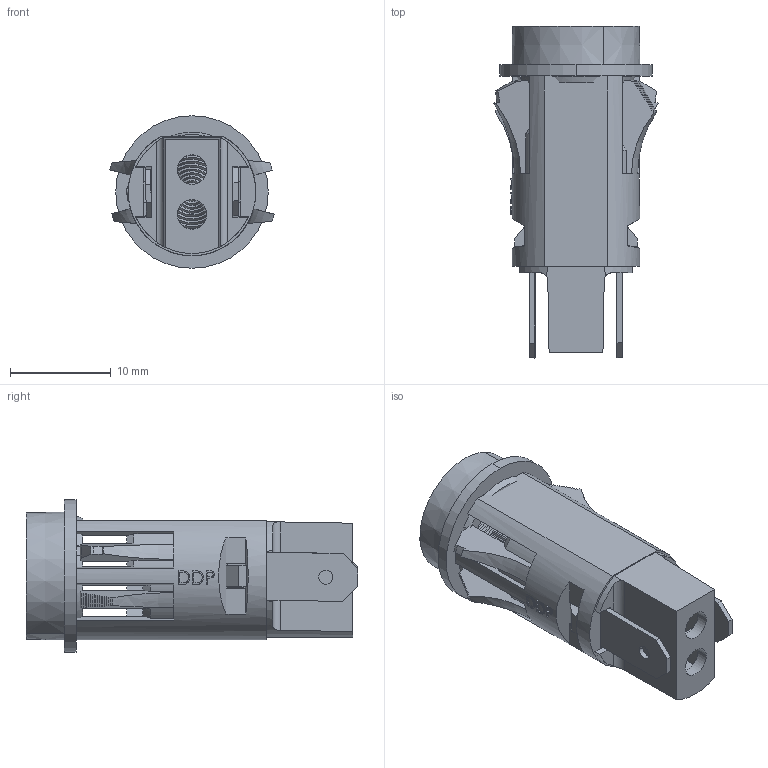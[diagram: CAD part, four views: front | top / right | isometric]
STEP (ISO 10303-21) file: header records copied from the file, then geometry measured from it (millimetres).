
FILE_DESCRIPTION (( 'STEP AP203' ), '1' );
FILE_NAME ('P84_Series.STEP', '2019-02-15T23:41:05', ( '' ), ( '' ), 'SwSTEP 2.0', 'SolidWorks 2018', '' );
FILE_SCHEMA (( 'CONFIG_CONTROL_DESIGN' ));
Length unit declared in the file: foot
Products named in the file (5): 80-HDR; 503644; 81-xx SHORT; P84_Series; 80-BLK-UL
Assembly tree (5 placements, depth 2):
  P84_Series
    80-BLK-UL
    80-HDR
    503644  x2
    81-xx SHORT
Bounding box: 16.28 x 32.91 x 15.11 mm (x, y, z)
Volume: 1580.8 mm3; surface area: 3706.3 mm2
Topology: 5 solids, 5 shells, 655 faces, 1778 edges, 1141 vertices
Faces by surface type: plane 397, cylinder 144, cone 71, bspline 29, torus 14
Entity records: 21272 total; most frequent: CARTESIAN_POINT 5583, ORIENTED_EDGE 3260, DIRECTION 3096, EDGE_CURVE 1630, VERTEX_POINT 1053, AXIS2_PLACEMENT_3D 1043, VECTOR 1010, LINE 1010
